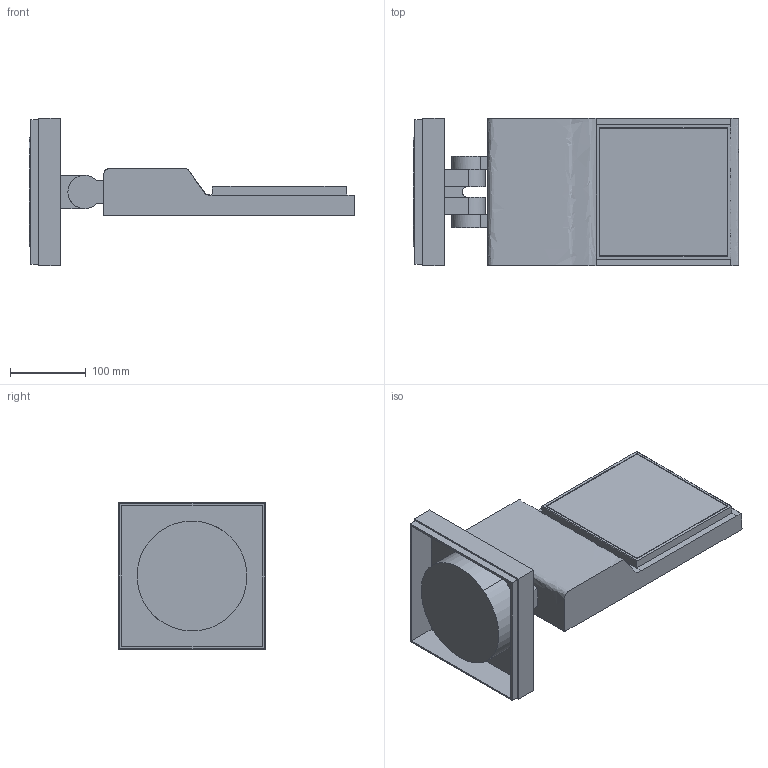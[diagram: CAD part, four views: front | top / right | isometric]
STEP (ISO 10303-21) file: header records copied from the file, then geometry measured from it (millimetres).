
FILE_DESCRIPTION(/* description */ (''),/* implementation_level */ '2;1');
FILE_NAME(/* name */ 'Cefiso_20_3D ok',/* time_stamp */ '2012-01-31T11:58:55+01:00',/* author */ (''),/* organization */ (''),/* preprocessor_version */ 'ST-DEVELOPER v10',/* originating_system */ '',/* authorisation */ '');
FILE_SCHEMA (('CONFIG_CONTROL_DESIGN'));
Length unit declared in the file: millimetre
Products named in the file (1): 1
Bounding box: 430.48 x 194.98 x 194.98 mm (x, y, z)
Volume: 3750416.8 mm3; surface area: 576111.1 mm2
Topology: 8 solids, 10 shells, 80 faces, 175 edges, 118 vertices
Faces by surface type: plane 64, bspline 16
Entity records: 2366 total; most frequent: CARTESIAN_POINT 1039, ORIENTED_EDGE 340, EDGE_CURVE 174, B_SPLINE_CURVE_WITH_KNOTS 134, VERTEX_POINT 116, EDGE_LOOP 84, ADVANCED_FACE 80, FACE_OUTER_BOUND 80
